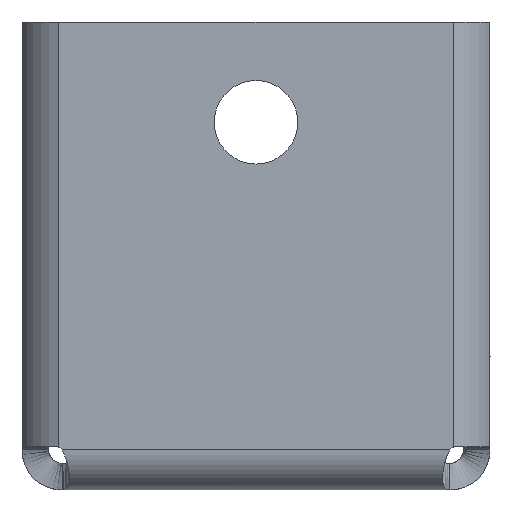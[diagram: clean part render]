
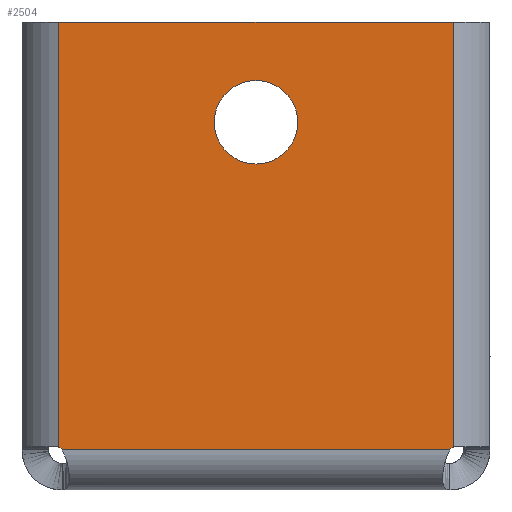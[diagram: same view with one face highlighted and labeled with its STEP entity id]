
A CAD part, front view. The second image highlights one B-rep face of the part: STEP entity #2504.
In plain terms, the highlighted planar face has unit normal (0, -1, 0).
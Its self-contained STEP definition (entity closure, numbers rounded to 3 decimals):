
#2 = CIRCLE ( 'NONE', #4201, 3.702 ) ;
#90 = AXIS2_PLACEMENT_3D ( 'NONE', #3004, #2626, #1611 ) ;
#110 = AXIS2_PLACEMENT_3D ( 'NONE', #1573, #612, #4340 ) ;
#137 = CARTESIAN_POINT ( 'NONE',  ( -29.5, 0., 70. ) ) ;
#202 = ORIENTED_EDGE ( 'NONE', *, *, #2454, .T. ) ;
#225 = EDGE_LOOP ( 'NONE', ( #1354, #1797, #202, #2488, #3621, #613 ) ) ;
#235 = VERTEX_POINT ( 'NONE', #3559 ) ;
#506 = AXIS2_PLACEMENT_3D ( 'NONE', #3021, #3357, #2315 ) ;
#612 = DIRECTION ( 'NONE',  ( 0., -1., 0. ) ) ;
#613 = ORIENTED_EDGE ( 'NONE', *, *, #4046, .F. ) ;
#734 = DIRECTION ( 'NONE',  ( 1., 0., 0. ) ) ;
#742 = FACE_BOUND ( 'NONE', #784, .T. ) ;
#784 = EDGE_LOOP ( 'NONE', ( #3085, #2477 ) ) ;
#787 = EDGE_CURVE ( 'NONE', #235, #4251, #2, .T. ) ;
#830 = DIRECTION ( 'NONE',  ( 0., 0., -1. ) ) ;
#914 = VERTEX_POINT ( 'NONE', #2566 ) ;
#1105 = LINE ( 'NONE', #1814, #4296 ) ;
#1107 = FACE_OUTER_BOUND ( 'NONE', #225, .T. ) ;
#1110 = VERTEX_POINT ( 'NONE', #3046 ) ;
#1174 = PLANE ( 'NONE',  #110 ) ;
#1354 = ORIENTED_EDGE ( 'NONE', *, *, #2798, .F. ) ;
#1367 = CIRCLE ( 'NONE', #506, 6.25 ) ;
#1405 = CARTESIAN_POINT ( 'NONE',  ( -29., 0., 6. ) ) ;
#1508 = CARTESIAN_POINT ( 'NONE',  ( -29.5, 0., 70. ) ) ;
#1573 = CARTESIAN_POINT ( 'NONE',  ( 35., 0., 70. ) ) ;
#1611 = DIRECTION ( 'NONE',  ( 0., 0., 1. ) ) ;
#1668 = VERTEX_POINT ( 'NONE', #3250 ) ;
#1793 = CIRCLE ( 'NONE', #90, 6.25 ) ;
#1797 = ORIENTED_EDGE ( 'NONE', *, *, #4160, .F. ) ;
#1814 = CARTESIAN_POINT ( 'NONE',  ( 0., 0., 6. ) ) ;
#1860 = DIRECTION ( 'NONE',  ( 0., 1., 0. ) ) ;
#2148 = EDGE_CURVE ( 'NONE', #235, #3988, #1105, .T. ) ;
#2218 = VECTOR ( 'NONE', #2860, 1000. ) ;
#2315 = DIRECTION ( 'NONE',  ( 0., 0., 1. ) ) ;
#2435 = DIRECTION ( 'NONE',  ( -1., 0., 0. ) ) ;
#2454 = EDGE_CURVE ( 'NONE', #914, #3988, #2513, .T. ) ;
#2477 = ORIENTED_EDGE ( 'NONE', *, *, #3797, .T. ) ;
#2488 = ORIENTED_EDGE ( 'NONE', *, *, #2148, .F. ) ;
#2504 = ADVANCED_FACE ( 'NONE', ( #1107, #742 ), #1174, .T. ) ;
#2513 = CIRCLE ( 'NONE', #2797, 3.702 ) ;
#2566 = CARTESIAN_POINT ( 'NONE',  ( -29.5, 0., 6.419 ) ) ;
#2626 = DIRECTION ( 'NONE',  ( 0., 1., 0. ) ) ;
#2797 = AXIS2_PLACEMENT_3D ( 'NONE', #3546, #3167, #830 ) ;
#2798 = EDGE_CURVE ( 'NONE', #3996, #1668, #3804, .T. ) ;
#2811 = LINE ( 'NONE', #1508, #2218 ) ;
#2840 = VERTEX_POINT ( 'NONE', #3947 ) ;
#2853 = VECTOR ( 'NONE', #3904, 1000. ) ;
#2860 = DIRECTION ( 'NONE',  ( 0., 0., 1. ) ) ;
#2973 = CARTESIAN_POINT ( 'NONE',  ( 29.5, 0., 6.419 ) ) ;
#3004 = CARTESIAN_POINT ( 'NONE',  ( 0., 0., 55. ) ) ;
#3021 = CARTESIAN_POINT ( 'NONE',  ( 0., 0., 55. ) ) ;
#3046 = CARTESIAN_POINT ( 'NONE',  ( 0., 0., 61.25 ) ) ;
#3085 = ORIENTED_EDGE ( 'NONE', *, *, #4181, .T. ) ;
#3095 = CARTESIAN_POINT ( 'NONE',  ( 35., 0., 70. ) ) ;
#3167 = DIRECTION ( 'NONE',  ( 0., 1., 0. ) ) ;
#3206 = VECTOR ( 'NONE', #734, 1000. ) ;
#3221 = LINE ( 'NONE', #3529, #2853 ) ;
#3250 = CARTESIAN_POINT ( 'NONE',  ( 29.5, 0., 70. ) ) ;
#3357 = DIRECTION ( 'NONE',  ( 0., 1., 0. ) ) ;
#3529 = CARTESIAN_POINT ( 'NONE',  ( 29.5, 0., 70. ) ) ;
#3546 = CARTESIAN_POINT ( 'NONE',  ( -31.618, 0., 3.382 ) ) ;
#3559 = CARTESIAN_POINT ( 'NONE',  ( 29., 0., 6. ) ) ;
#3566 = CARTESIAN_POINT ( 'NONE',  ( 31.618, 0., 3.382 ) ) ;
#3621 = ORIENTED_EDGE ( 'NONE', *, *, #787, .T. ) ;
#3797 = EDGE_CURVE ( 'NONE', #2840, #1110, #1793, .T. ) ;
#3804 = LINE ( 'NONE', #3095, #3206 ) ;
#3904 = DIRECTION ( 'NONE',  ( 0., 0., -1. ) ) ;
#3947 = CARTESIAN_POINT ( 'NONE',  ( 0., 0., 48.75 ) ) ;
#3988 = VERTEX_POINT ( 'NONE', #1405 ) ;
#3996 = VERTEX_POINT ( 'NONE', #137 ) ;
#4046 = EDGE_CURVE ( 'NONE', #1668, #4251, #3221, .T. ) ;
#4160 = EDGE_CURVE ( 'NONE', #914, #3996, #2811, .T. ) ;
#4181 = EDGE_CURVE ( 'NONE', #1110, #2840, #1367, .T. ) ;
#4201 = AXIS2_PLACEMENT_3D ( 'NONE', #3566, #1860, #4230 ) ;
#4230 = DIRECTION ( 'NONE',  ( 0., 0., -1. ) ) ;
#4251 = VERTEX_POINT ( 'NONE', #2973 ) ;
#4296 = VECTOR ( 'NONE', #2435, 1000. ) ;
#4340 = DIRECTION ( 'NONE',  ( 0., 0., -1. ) ) ;
